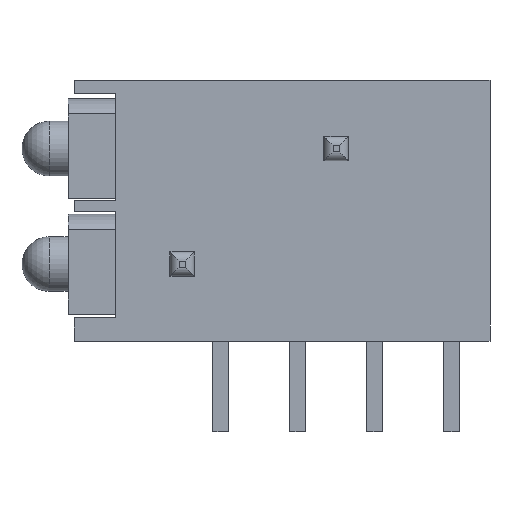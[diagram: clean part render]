
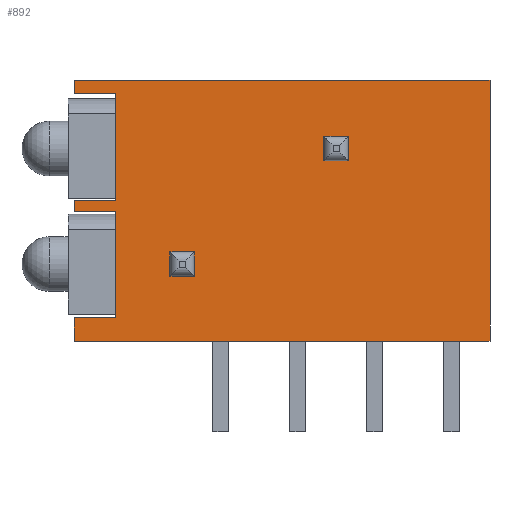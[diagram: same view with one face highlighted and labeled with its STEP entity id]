
A CAD part, front view. The second image highlights one B-rep face of the part: STEP entity #892.
In plain terms, the highlighted free-form (B-spline) face has degree [1, 1] with [2, 2] control points.
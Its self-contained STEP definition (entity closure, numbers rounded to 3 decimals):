
#344=CARTESIAN_POINT('',(-3.454,-1.245,4.267));
#345=VERTEX_POINT('',#344);
#352=CARTESIAN_POINT('',(-4.826,-1.245,4.267));
#353=VERTEX_POINT('',#352);
#354=CARTESIAN_POINT('',(-3.454,-1.245,4.267));
#355=DIRECTION('',(-1.0,0.0,0.0));
#356=VECTOR('',#355,1.372);
#357=LINE('',#354,#356);
#358=EDGE_CURVE('',#345,#353,#357,.T.);
#382=CARTESIAN_POINT('',(-3.454,-1.245,4.648));
#383=VERTEX_POINT('',#382);
#400=CARTESIAN_POINT('',(-4.826,-1.245,4.648));
#401=VERTEX_POINT('',#400);
#408=CARTESIAN_POINT('',(-3.454,-1.245,4.648));
#409=DIRECTION('',(-1.0,0.0,0.0));
#410=VECTOR('',#409,1.372);
#411=LINE('',#408,#410);
#412=EDGE_CURVE('',#383,#401,#411,.T.);
#430=CARTESIAN_POINT('',(-4.826,-1.245,4.267));
#431=DIRECTION('',(0.0,0.0,1.0));
#432=VECTOR('',#431,0.381);
#433=LINE('',#430,#432);
#434=EDGE_CURVE('',#353,#401,#433,.T.);
#446=CARTESIAN_POINT('',(-3.454,-1.245,8.153));
#447=VERTEX_POINT('',#446);
#461=CARTESIAN_POINT('',(-3.454,-1.245,8.153));
#462=DIRECTION('',(0.0,0.0,-1.0));
#463=VECTOR('',#462,3.505);
#464=LINE('',#461,#463);
#465=EDGE_CURVE('',#447,#383,#464,.T.);
#475=CARTESIAN_POINT('',(-4.826,-1.245,8.611));
#476=VERTEX_POINT('',#475);
#493=CARTESIAN_POINT('',(-4.826,-1.245,8.153));
#494=VERTEX_POINT('',#493);
#501=CARTESIAN_POINT('',(-4.826,-1.245,8.153));
#502=DIRECTION('',(0.0,0.0,1.0));
#503=VECTOR('',#502,0.457);
#504=LINE('',#501,#503);
#505=EDGE_CURVE('',#494,#476,#504,.T.);
#516=CARTESIAN_POINT('',(-3.454,-1.245,8.153));
#517=DIRECTION('',(-1.0,0.0,0.0));
#518=VECTOR('',#517,1.372);
#519=LINE('',#516,#518);
#520=EDGE_CURVE('',#447,#494,#519,.T.);
#546=CARTESIAN_POINT('',(8.89,-1.245,8.611));
#547=VERTEX_POINT('',#546);
#548=CARTESIAN_POINT('',(8.89,-1.245,8.611));
#549=DIRECTION('',(-1.0,0.0,0.0));
#550=VECTOR('',#549,13.716);
#551=LINE('',#548,#550);
#552=EDGE_CURVE('',#547,#476,#551,.T.);
#578=CARTESIAN_POINT('',(8.89,-1.245,0.));
#579=VERTEX_POINT('',#578);
#586=CARTESIAN_POINT('',(-4.826,-1.245,0.));
#587=VERTEX_POINT('',#586);
#588=CARTESIAN_POINT('',(-4.826,-1.245,0.));
#589=DIRECTION('',(1.0,0.0,0.0));
#590=VECTOR('',#589,13.716);
#591=LINE('',#588,#590);
#592=EDGE_CURVE('',#587,#579,#591,.T.);
#732=CARTESIAN_POINT('',(-3.454,-1.245,0.762));
#733=VERTEX_POINT('',#732);
#750=CARTESIAN_POINT('',(-4.826,-1.245,0.762));
#751=VERTEX_POINT('',#750);
#758=CARTESIAN_POINT('',(-3.454,-1.245,0.762));
#759=DIRECTION('',(-1.0,0.0,0.0));
#760=VECTOR('',#759,1.372);
#761=LINE('',#758,#760);
#762=EDGE_CURVE('',#733,#751,#761,.T.);
#784=CARTESIAN_POINT('',(-4.826,-1.245,0.));
#785=DIRECTION('',(0.0,0.0,1.0));
#786=VECTOR('',#785,0.762);
#787=LINE('',#784,#786);
#788=EDGE_CURVE('',#587,#751,#787,.T.);
#806=CARTESIAN_POINT('',(-3.454,-1.245,4.267));
#807=DIRECTION('',(0.0,0.0,-1.0));
#808=VECTOR('',#807,3.505);
#809=LINE('',#806,#808);
#810=EDGE_CURVE('',#345,#733,#809,.T.);
#820=CARTESIAN_POINT('',(8.89,-1.245,0.));
#821=DIRECTION('',(0.0,0.0,1.0));
#822=VECTOR('',#821,8.611);
#823=LINE('',#820,#822);
#824=EDGE_CURVE('',#579,#547,#823,.T.);
#873=CARTESIAN_POINT('',(-4.826,-1.245,8.611));
#874=CARTESIAN_POINT('',(8.89,-1.245,8.611));
#875=CARTESIAN_POINT('',(-4.826,-1.245,0.));
#876=CARTESIAN_POINT('',(8.89,-1.245,0.));
#877=B_SPLINE_SURFACE_WITH_KNOTS('',1,1,((#873,#875),(#874,#876)),.UNSPECIFIED.,.F.,.F.,.U.,(2,2),(2,2),(0.0,13.716),(0.0,8.611),.UNSPECIFIED.);
#878=ORIENTED_EDGE('',*,*,#810,.T.);
#879=ORIENTED_EDGE('',*,*,#762,.T.);
#880=ORIENTED_EDGE('',*,*,#788,.F.);
#881=ORIENTED_EDGE('',*,*,#592,.T.);
#882=ORIENTED_EDGE('',*,*,#824,.T.);
#883=ORIENTED_EDGE('',*,*,#552,.T.);
#884=ORIENTED_EDGE('',*,*,#505,.F.);
#885=ORIENTED_EDGE('',*,*,#520,.F.);
#886=ORIENTED_EDGE('',*,*,#465,.T.);
#887=ORIENTED_EDGE('',*,*,#412,.T.);
#888=ORIENTED_EDGE('',*,*,#434,.F.);
#889=ORIENTED_EDGE('',*,*,#358,.F.);
#890=EDGE_LOOP('',(#878,#879,#880,#881,#882,#883,#884,#885,#886,#887,#888,#889));
#891=FACE_OUTER_BOUND('',#890,.T.);
#892=ADVANCED_FACE('',(#891),#877,.F.);
